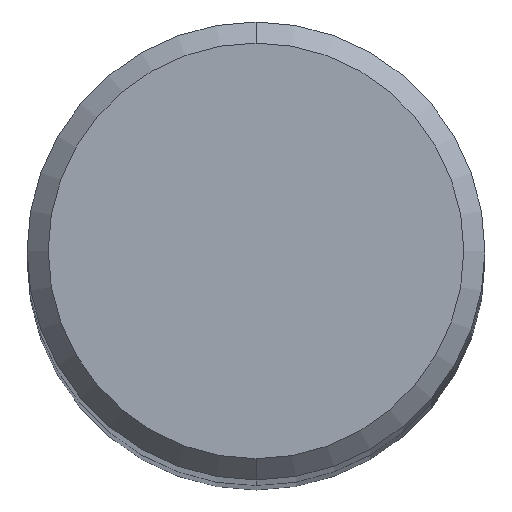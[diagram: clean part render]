
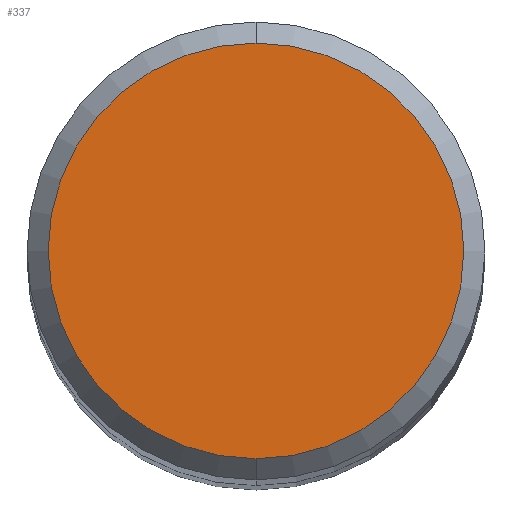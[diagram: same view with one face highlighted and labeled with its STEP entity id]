
A CAD part, top view. The second image highlights one B-rep face of the part: STEP entity #337.
In plain terms, the highlighted planar face has unit normal (0, 0, 1).
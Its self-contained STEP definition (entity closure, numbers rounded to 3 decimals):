
#191=EDGE_CURVE('',#333,#315,#467,.T.);
#209=EDGE_CURVE('',#315,#333,#487,.T.);
#315=VERTEX_POINT('',#608);
#333=VERTEX_POINT('',#628);
#337=ADVANCED_FACE('',(#632),#633,.T.);
#467=CIRCLE('',#842,5.9);
#487=CIRCLE('',#871,5.9);
#608=CARTESIAN_POINT('',(0.0,5.9,0.0));
#628=CARTESIAN_POINT('',(0.,-5.9,0.0));
#632=FACE_OUTER_BOUND('',#1176,.T.);
#633=PLANE('',#1177);
#842=AXIS2_PLACEMENT_3D('',#1396,#1397,#1398);
#871=AXIS2_PLACEMENT_3D('',#1439,#1440,#1441);
#1176=EDGE_LOOP('',(#1616,#1617));
#1177=AXIS2_PLACEMENT_3D('',#1618,#1619,#1620);
#1396=CARTESIAN_POINT('',(0.0,0.0,0.0));
#1397=DIRECTION('',(0.0,0.0,-1.0));
#1398=DIRECTION('',(0.0,1.0,0.0));
#1439=CARTESIAN_POINT('',(0.0,0.0,0.0));
#1440=DIRECTION('',(0.0,0.0,-1.0));
#1441=DIRECTION('',(0.0,1.0,0.0));
#1616=ORIENTED_EDGE('',*,*,#209,.F.);
#1617=ORIENTED_EDGE('',*,*,#191,.F.);
#1618=CARTESIAN_POINT('',(0.0,2.95,0.0));
#1619=DIRECTION('',(-0.0,0.0,1.0));
#1620=DIRECTION('',(0.0,-1.0,0.0));
